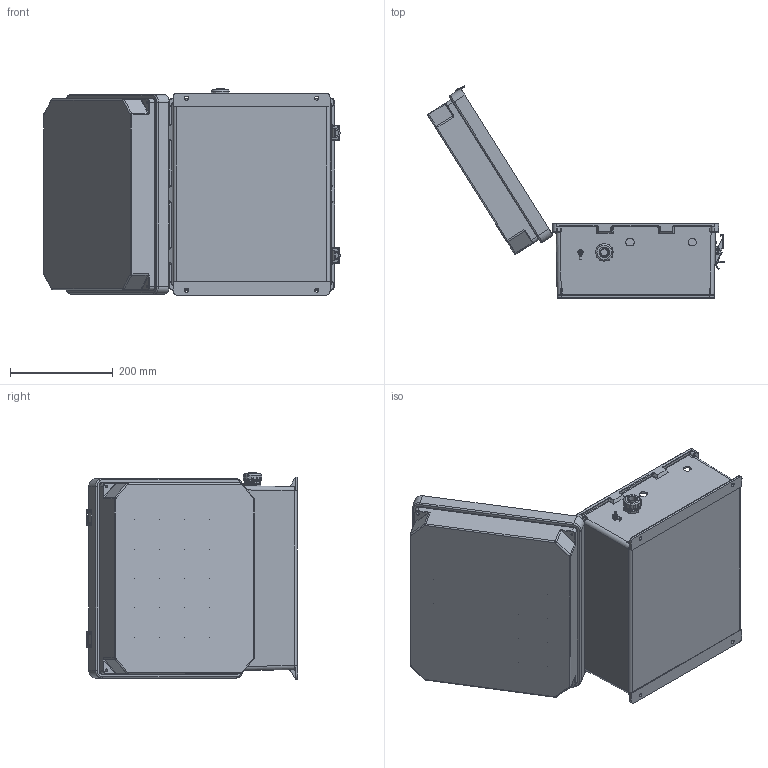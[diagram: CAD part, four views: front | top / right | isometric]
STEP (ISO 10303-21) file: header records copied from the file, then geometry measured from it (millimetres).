
FILE_DESCRIPTION (( 'STEP AP214' ), '1' );
FILE_NAME ('TEF141207-02.STEP', '2018-11-20T15:01:59', ( '' ), ( '' ), 'SwSTEP 2.0', 'SolidWorks 2017', '' );
FILE_SCHEMA (( 'AUTOMOTIVE_DESIGN' ));
Length unit declared in the file: inch
Products named in the file (14): NB141207-Lid-2; NB141207-Hinge; NB141207-Box; TEF141207-02; NEMA 14-400 GroundWire; XCT-0011; XCT-0010; XFW-0002; XFN-0003; XCT-0005; XFS-0026; XC-0003; NB141207-DoorClasp-2; NB141207-DoorClasp-1
Assembly tree (17 placements, depth 2):
  TEF141207-02
    NB141207-Box
    NB141207-Hinge  x2
    NB141207-Lid-2
    NB141207-DoorClasp-1  x2
    NB141207-DoorClasp-2  x2
    XC-0003
    XFS-0026
    XCT-0005
    XFN-0003  x2
    XFW-0002
    XCT-0010
    XCT-0011
    NEMA 14-400 GroundWire
Bounding box: 578.07 x 413.05 x 402.37 mm (x, y, z)
Volume: 1976958.1 mm3; surface area: 1171683.5 mm2
Topology: 23 solids, 24 shells, 2003 faces, 5215 edges, 3262 vertices
Faces by surface type: plane 762, cylinder 757, torus 171, cone 154, bspline 151, sphere 8
Full cylindrical faces by diameter (mm): 3.15 x4, 3.175 x20, 3.302 x4, 3.607 x1, 4.064 x4, 5.004 x1, 5.182 x1, 5.3 x2, 5.639 x1, 6.5 x4, 8 x4, 8.928 x4, 9.22 x1, 9.525 x1, 10 x4, 11.024 x2, 13.538 x2, 14.315 x1, 16.281 x1, 18.491 x1, 19.406 x2, 20.345 x2, 21.215 x1, 22.606 x1, 25.4 x1, 29.693 x1, 33.274 x1
Entity records: 59052 total; most frequent: CARTESIAN_POINT 15793, ORIENTED_EDGE 7988, DIRECTION 7890, EDGE_CURVE 3994, AXIS2_PLACEMENT_3D 2969, VERTEX_POINT 2598, EDGE_LOOP 1986, VECTOR 1952
